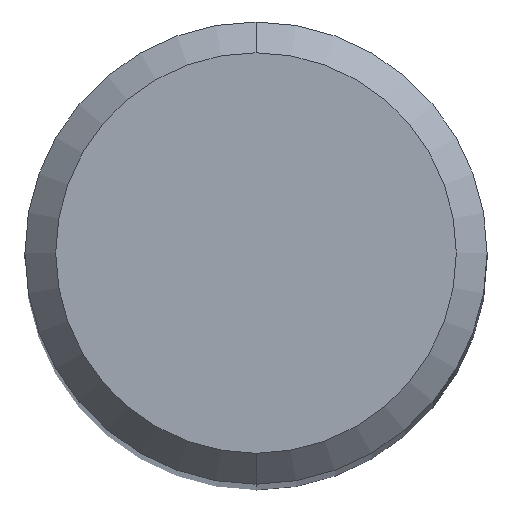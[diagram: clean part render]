
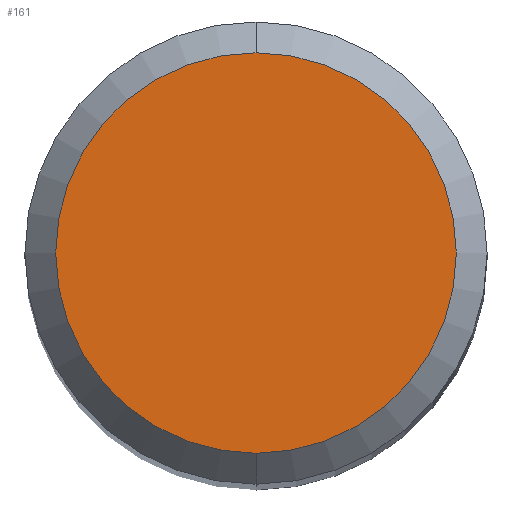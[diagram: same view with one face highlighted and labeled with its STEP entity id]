
A CAD part, top view. The second image highlights one B-rep face of the part: STEP entity #161.
In plain terms, the highlighted planar face has unit normal (0, 0, 1).
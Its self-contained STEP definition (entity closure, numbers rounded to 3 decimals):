
#103=VERTEX_POINT('',#250);
#123=EDGE_CURVE('',#149,#103,#274,.T.);
#149=VERTEX_POINT('',#303);
#155=EDGE_CURVE('',#103,#149,#310,.T.);
#161=ADVANCED_FACE('',(#317),#318,.T.);
#250=CARTESIAN_POINT('',(0.,-2.6,0.0));
#274=CIRCLE('',#435,2.6);
#303=CARTESIAN_POINT('',(0.0,2.6,0.0));
#310=CIRCLE('',#485,2.6);
#317=FACE_OUTER_BOUND('',#493,.T.);
#318=PLANE('',#494);
#435=AXIS2_PLACEMENT_3D('',#620,#621,#622);
#485=AXIS2_PLACEMENT_3D('',#666,#667,#668);
#493=EDGE_LOOP('',(#681,#682));
#494=AXIS2_PLACEMENT_3D('',#683,#684,#685);
#620=CARTESIAN_POINT('',(0.0,0.0,0.0));
#621=DIRECTION('',(0.0,0.0,-1.0));
#622=DIRECTION('',(0.0,1.0,0.0));
#666=CARTESIAN_POINT('',(0.0,0.0,0.0));
#667=DIRECTION('',(0.0,0.0,-1.0));
#668=DIRECTION('',(0.0,1.0,0.0));
#681=ORIENTED_EDGE('',*,*,#123,.F.);
#682=ORIENTED_EDGE('',*,*,#155,.F.);
#683=CARTESIAN_POINT('',(0.0,1.3,0.0));
#684=DIRECTION('',(-0.0,0.0,1.0));
#685=DIRECTION('',(0.0,-1.0,0.0));
